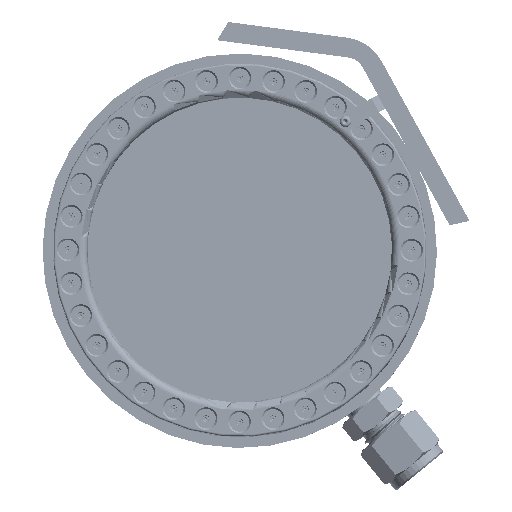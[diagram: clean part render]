
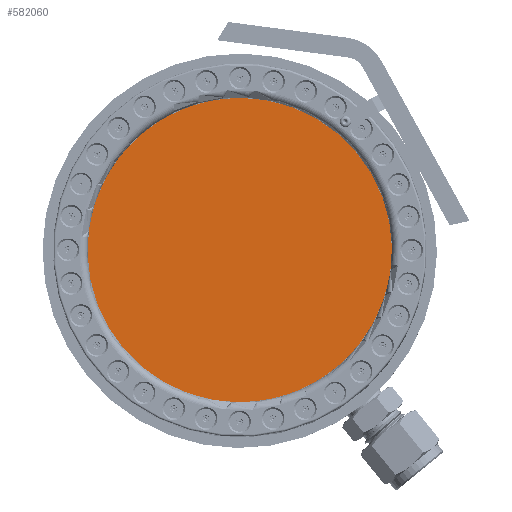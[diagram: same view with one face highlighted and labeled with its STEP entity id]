
A CAD part, top view. The second image highlights one B-rep face of the part: STEP entity #582060.
In plain terms, the highlighted planar face has unit normal (0, 0, 1).
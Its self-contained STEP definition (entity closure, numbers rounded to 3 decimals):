
#581730=CARTESIAN_POINT('',(48.671,181.73,
-98.45));
#581740=VERTEX_POINT('',#581730);
#581820=CARTESIAN_POINT('',(8.761,254.505,
-98.45));
#581830=VERTEX_POINT('',#581820);
#581860=CARTESIAN_POINT('',(28.716,218.118,
-98.45));
#581870=DIRECTION('',(0.,0.,1.));
#581880=DIRECTION('',(0.481,-0.877,
0.));
#581890=AXIS2_PLACEMENT_3D('',#581860,#581870,#581880);
#581900=CIRCLE('',#581890,41.5);
#581910=EDGE_CURVE('',#581830,#581740,#581900,.T.);
#581960=CARTESIAN_POINT('',(9.415,253.313,
-98.45));
#581970=DIRECTION('',(0.,0.,1.));
#581980=DIRECTION('',(0.877,0.481,
0.));
#581990=AXIS2_PLACEMENT_3D('',#581960,#581970,#581980);
#582000=PLANE('',#581990);
#582010=EDGE_CURVE('',#581740,#581830,#581900,.T.);
#582020=ORIENTED_EDGE('',*,*,#582010,.T.);
#582030=ORIENTED_EDGE('',*,*,#581910,.T.);
#582040=EDGE_LOOP('',(#582030,#582020));
#582050=FACE_OUTER_BOUND('',#582040,.T.);
#582060=ADVANCED_FACE('',(#582050),#582000,.T.);
